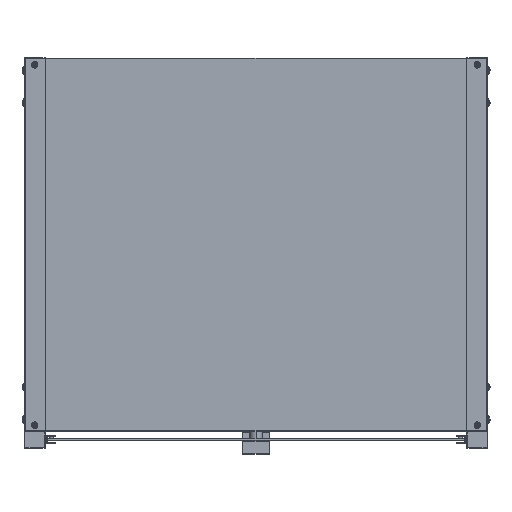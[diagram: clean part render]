
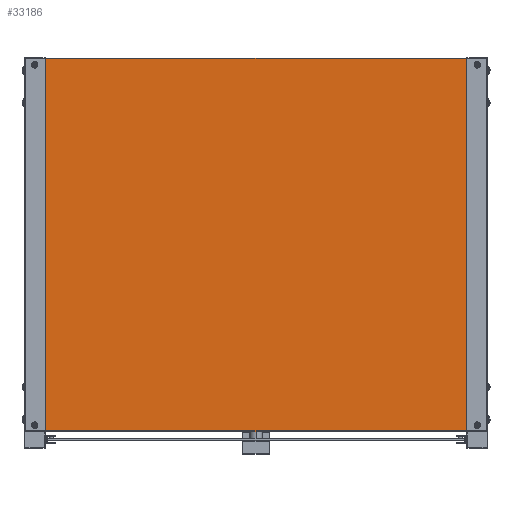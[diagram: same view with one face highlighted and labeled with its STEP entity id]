
A CAD part, left-side view. The second image highlights one B-rep face of the part: STEP entity #33186.
In plain terms, the highlighted face is planar.
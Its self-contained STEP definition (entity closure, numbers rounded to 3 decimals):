
#372 = EDGE_CURVE ( 'NONE', #59428, #12354, #19608, .T. ) ;
#404 = EDGE_LOOP ( 'NONE', ( #52423, #54675 ) ) ;
#724 = VERTEX_POINT ( 'NONE', #16511 ) ;
#1226 = LINE ( 'NONE', #62942, #19759 ) ;
#1242 = AXIS2_PLACEMENT_3D ( 'NONE', #11113, #47074, #58090 ) ;
#2423 = CARTESIAN_POINT ( 'NONE',  ( -276.75, 0., 341.7 ) ) ;
#2909 = CARTESIAN_POINT ( 'NONE',  ( -276.75, 0., 338.3 ) ) ;
#3217 = CARTESIAN_POINT ( 'NONE',  ( 276.75, 0., -340. ) ) ;
#3330 = DIRECTION ( 'NONE',  ( 0., -1., 0. ) ) ;
#3909 = VERTEX_POINT ( 'NONE', #9933 ) ;
#6547 = CARTESIAN_POINT ( 'NONE',  ( -276.75, 0., 340. ) ) ;
#7744 = CARTESIAN_POINT ( 'NONE',  ( -286.75, 0., -355. ) ) ;
#7797 = DIRECTION ( 'NONE',  ( 0., -1., 0. ) ) ;
#8158 = FACE_BOUND ( 'NONE', #37367, .T. ) ;
#8965 = FACE_BOUND ( 'NONE', #61740, .T. ) ;
#9738 = ORIENTED_EDGE ( 'NONE', *, *, #14036, .F. ) ;
#9933 = CARTESIAN_POINT ( 'NONE',  ( -276.75, 0., -341.7 ) ) ;
#10174 = VERTEX_POINT ( 'NONE', #20804 ) ;
#10307 = DIRECTION ( 'NONE',  ( -1., 0., 0. ) ) ;
#10334 = VECTOR ( 'NONE', #10307, 1000. ) ;
#11008 = DIRECTION ( 'NONE',  ( 0., 0., 1. ) ) ;
#11113 = CARTESIAN_POINT ( 'NONE',  ( -276.75, 0., -340. ) ) ;
#11343 = CIRCLE ( 'NONE', #20150, 1.7 ) ;
#12354 = VERTEX_POINT ( 'NONE', #21764 ) ;
#13405 = VERTEX_POINT ( 'NONE', #2423 ) ;
#14019 = DIRECTION ( 'NONE',  ( 0., 0., -1. ) ) ;
#14036 = EDGE_CURVE ( 'NONE', #60232, #52223, #40062, .T. ) ;
#15205 = ORIENTED_EDGE ( 'NONE', *, *, #372, .F. ) ;
#15626 = CARTESIAN_POINT ( 'NONE',  ( 276.75, 0., 341.7 ) ) ;
#16511 = CARTESIAN_POINT ( 'NONE',  ( 276.75, 0., 338.3 ) ) ;
#18010 = EDGE_CURVE ( 'NONE', #10174, #38233, #38327, .T. ) ;
#18390 = CARTESIAN_POINT ( 'NONE',  ( 286.75, 0., -355. ) ) ;
#18498 = EDGE_CURVE ( 'NONE', #50984, #724, #35021, .T. ) ;
#19355 = ORIENTED_EDGE ( 'NONE', *, *, #19962, .F. ) ;
#19469 = ORIENTED_EDGE ( 'NONE', *, *, #18010, .F. ) ;
#19608 = CIRCLE ( 'NONE', #64762, 1.7 ) ;
#19759 = VECTOR ( 'NONE', #51881, 1000. ) ;
#19962 = EDGE_CURVE ( 'NONE', #32861, #3909, #45409, .T. ) ;
#19985 = DIRECTION ( 'NONE',  ( 0., 0., 1. ) ) ;
#20150 = AXIS2_PLACEMENT_3D ( 'NONE', #3217, #24104, #14019 ) ;
#20281 = DIRECTION ( 'NONE',  ( 0., -1., 0. ) ) ;
#20443 = EDGE_LOOP ( 'NONE', ( #66003, #9738, #47594, #19469 ) ) ;
#20804 = CARTESIAN_POINT ( 'NONE',  ( -286.75, 0., 355. ) ) ;
#21232 = AXIS2_PLACEMENT_3D ( 'NONE', #63830, #7797, #48461 ) ;
#21252 = CARTESIAN_POINT ( 'NONE',  ( 0., 0., 0. ) ) ;
#21764 = CARTESIAN_POINT ( 'NONE',  ( 276.75, 0., -341.7 ) ) ;
#21797 = AXIS2_PLACEMENT_3D ( 'NONE', #45000, #50395, #19985 ) ;
#22169 = EDGE_LOOP ( 'NONE', ( #58026, #62857 ) ) ;
#22885 = AXIS2_PLACEMENT_3D ( 'NONE', #21252, #57311, #36151 ) ;
#22886 = EDGE_CURVE ( 'NONE', #3909, #32861, #31285, .T. ) ;
#23923 = CARTESIAN_POINT ( 'NONE',  ( 286.75, 0., 355. ) ) ;
#24104 = DIRECTION ( 'NONE',  ( 0., -1., 0. ) ) ;
#24210 = CARTESIAN_POINT ( 'NONE',  ( 276.75, 0., -340. ) ) ;
#24799 = EDGE_CURVE ( 'NONE', #52654, #13405, #41558, .T. ) ;
#26198 = CARTESIAN_POINT ( 'NONE',  ( 286.75, 0., -355. ) ) ;
#27135 = CARTESIAN_POINT ( 'NONE',  ( -276.75, 0., -338.3 ) ) ;
#29081 = CIRCLE ( 'NONE', #56588, 1.7 ) ;
#31186 = PLANE ( 'NONE',  #22885 ) ;
#31285 = CIRCLE ( 'NONE', #49241, 1.7 ) ;
#31298 = DIRECTION ( 'NONE',  ( 0., -1., 0. ) ) ;
#31880 = VECTOR ( 'NONE', #65399, 1000. ) ;
#32861 = VERTEX_POINT ( 'NONE', #27135 ) ;
#33186 = ADVANCED_FACE ( 'NONE', ( #59659, #8158, #37095, #8965, #48313 ), #31186, .T. ) ;
#35021 = CIRCLE ( 'NONE', #21797, 1.7 ) ;
#35844 = CARTESIAN_POINT ( 'NONE',  ( 276.75, 0., -338.3 ) ) ;
#35948 = AXIS2_PLACEMENT_3D ( 'NONE', #6547, #31298, #36692 ) ;
#36056 = CARTESIAN_POINT ( 'NONE',  ( -276.75, 0., -340. ) ) ;
#36151 = DIRECTION ( 'NONE',  ( 0., 0., -1. ) ) ;
#36692 = DIRECTION ( 'NONE',  ( 0., 0., -1. ) ) ;
#37095 = FACE_BOUND ( 'NONE', #22169, .T. ) ;
#37367 = EDGE_LOOP ( 'NONE', ( #47518, #19355 ) ) ;
#38233 = VERTEX_POINT ( 'NONE', #47213 ) ;
#38327 = LINE ( 'NONE', #23923, #31880 ) ;
#40062 = LINE ( 'NONE', #26198, #10334 ) ;
#40199 = EDGE_CURVE ( 'NONE', #12354, #59428, #11343, .T. ) ;
#40989 = ORIENTED_EDGE ( 'NONE', *, *, #40199, .F. ) ;
#41558 = CIRCLE ( 'NONE', #35948, 1.7 ) ;
#41800 = DIRECTION ( 'NONE',  ( 0., -1., 0. ) ) ;
#45000 = CARTESIAN_POINT ( 'NONE',  ( 276.75, 0., 340. ) ) ;
#45409 = CIRCLE ( 'NONE', #1242, 1.7 ) ;
#47074 = DIRECTION ( 'NONE',  ( 0., -1., 0. ) ) ;
#47213 = CARTESIAN_POINT ( 'NONE',  ( 286.75, 0., 355. ) ) ;
#47518 = ORIENTED_EDGE ( 'NONE', *, *, #22886, .F. ) ;
#47594 = ORIENTED_EDGE ( 'NONE', *, *, #66684, .F. ) ;
#47888 = CIRCLE ( 'NONE', #21232, 1.7 ) ;
#48313 = FACE_OUTER_BOUND ( 'NONE', #20443, .T. ) ;
#48461 = DIRECTION ( 'NONE',  ( 0., 0., -1. ) ) ;
#49241 = AXIS2_PLACEMENT_3D ( 'NONE', #36056, #20281, #56773 ) ;
#50395 = DIRECTION ( 'NONE',  ( 0., -1., 0. ) ) ;
#50554 = EDGE_CURVE ( 'NONE', #724, #50984, #29081, .T. ) ;
#50984 = VERTEX_POINT ( 'NONE', #15626 ) ;
#51881 = DIRECTION ( 'NONE',  ( 0., 0., -1. ) ) ;
#52136 = CARTESIAN_POINT ( 'NONE',  ( 276.75, 0., 340. ) ) ;
#52223 = VERTEX_POINT ( 'NONE', #55320 ) ;
#52423 = ORIENTED_EDGE ( 'NONE', *, *, #24799, .F. ) ;
#52654 = VERTEX_POINT ( 'NONE', #2909 ) ;
#54248 = VECTOR ( 'NONE', #54743, 1000. ) ;
#54675 = ORIENTED_EDGE ( 'NONE', *, *, #61148, .F. ) ;
#54743 = DIRECTION ( 'NONE',  ( 0., 0., 1. ) ) ;
#54835 = DIRECTION ( 'NONE',  ( 0., 0., -1. ) ) ;
#55320 = CARTESIAN_POINT ( 'NONE',  ( -286.75, 0., -355. ) ) ;
#56588 = AXIS2_PLACEMENT_3D ( 'NONE', #52136, #41800, #11008 ) ;
#56773 = DIRECTION ( 'NONE',  ( 0., 0., 1. ) ) ;
#57311 = DIRECTION ( 'NONE',  ( 0., -1., 0. ) ) ;
#58026 = ORIENTED_EDGE ( 'NONE', *, *, #50554, .F. ) ;
#58090 = DIRECTION ( 'NONE',  ( 0., 0., 1. ) ) ;
#59428 = VERTEX_POINT ( 'NONE', #35844 ) ;
#59659 = FACE_BOUND ( 'NONE', #404, .T. ) ;
#60232 = VERTEX_POINT ( 'NONE', #18390 ) ;
#60739 = LINE ( 'NONE', #7744, #54248 ) ;
#61148 = EDGE_CURVE ( 'NONE', #13405, #52654, #47888, .T. ) ;
#61740 = EDGE_LOOP ( 'NONE', ( #40989, #15205 ) ) ;
#61845 = EDGE_CURVE ( 'NONE', #52223, #10174, #60739, .T. ) ;
#62857 = ORIENTED_EDGE ( 'NONE', *, *, #18498, .F. ) ;
#62942 = CARTESIAN_POINT ( 'NONE',  ( 286.75, 0., -355. ) ) ;
#63830 = CARTESIAN_POINT ( 'NONE',  ( -276.75, 0., 340. ) ) ;
#64762 = AXIS2_PLACEMENT_3D ( 'NONE', #24210, #3330, #54835 ) ;
#65399 = DIRECTION ( 'NONE',  ( 1., 0., 0. ) ) ;
#66003 = ORIENTED_EDGE ( 'NONE', *, *, #61845, .F. ) ;
#66684 = EDGE_CURVE ( 'NONE', #38233, #60232, #1226, .T. ) ;
